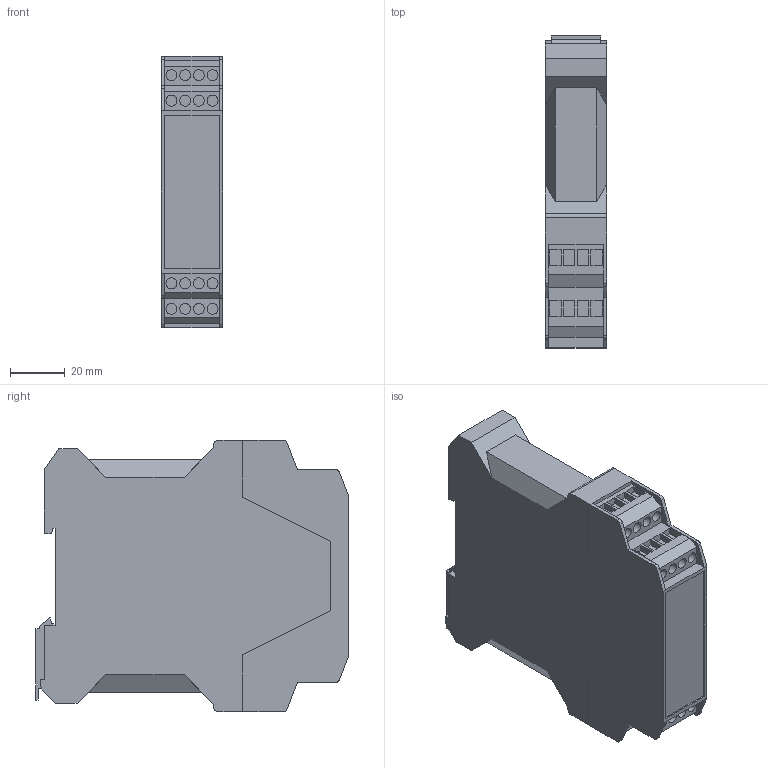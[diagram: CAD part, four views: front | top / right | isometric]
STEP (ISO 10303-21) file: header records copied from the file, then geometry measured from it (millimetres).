
FILE_DESCRIPTION(('starvars output'),'2;1');
FILE_NAME('XPSAXE5120P_3D.stp','10:43:54 2020/04/01',( 'Thomas Industrial Network Germany GmbH'),( 'Thomas Industrial Network Germany GmbH'),'unknown preprocess','ACIS' ,'unknown authorization');
FILE_SCHEMA(('CONFIG_CONTROL_DESIGN {UNKNOWN IMPLEMENTATION LEVEL}'));
Length unit declared in the file: millimetre
Products named in the file (1): PRODUCT_ID_7
Bounding box: 22.6 x 114.05 x 99 mm (x, y, z)
Volume: 211827.7 mm3; surface area: 30675.8 mm2
Topology: 1 solids, 1 shells, 236 faces, 599 edges, 398 vertices
Faces by surface type: plane 193, cylinder 43
Entity records: 6686 total; most frequent: ORIENTED_EDGE 1198, CARTESIAN_POINT 1141, DIRECTION 997, EDGE_CURVE 599, VECTOR 489, LINE 489, VERTEX_POINT 398, EDGE_LOOP 269
